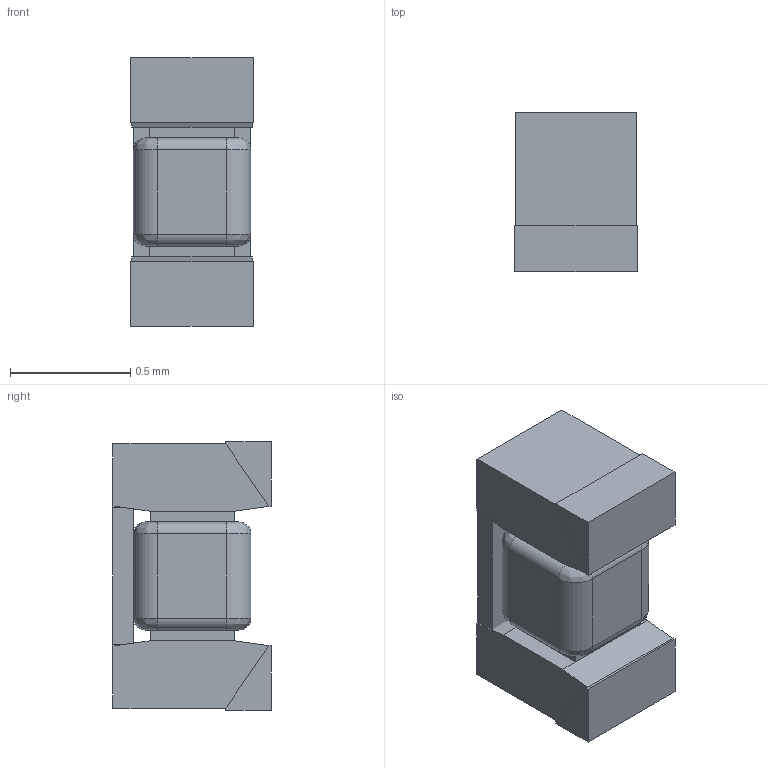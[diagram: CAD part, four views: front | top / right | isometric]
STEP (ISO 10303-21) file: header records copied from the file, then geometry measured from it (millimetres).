
FILE_DESCRIPTION (( 'STEP AP214' ), '1' );
FILE_NAME ('Coilcraft-0402AF.STEP', '2018-12-31T07:13:02', ( '' ), ( '' ), 'SwSTEP 2.0', 'SolidWorks 2018', '' );
FILE_SCHEMA (( 'AUTOMOTIVE_DESIGN' ));
Length unit declared in the file: millimetre
Products named in the file (1): Coilcraft-0402AF
Bounding box: 0.51 x 0.66 x 1.12 mm (x, y, z)
Volume: 0.3 mm3; surface area: 4.2 mm2
Topology: 2 solids, 2 shells, 74 faces, 172 edges, 104 vertices
Faces by surface type: plane 54, cylinder 12, bspline 8
Entity records: 2989 total; most frequent: CARTESIAN_POINT 495, ORIENTED_EDGE 344, DIRECTION 322, EDGE_CURVE 172, VECTOR 140, LINE 140, VERTEX_POINT 104, AXIS2_PLACEMENT_3D 91
